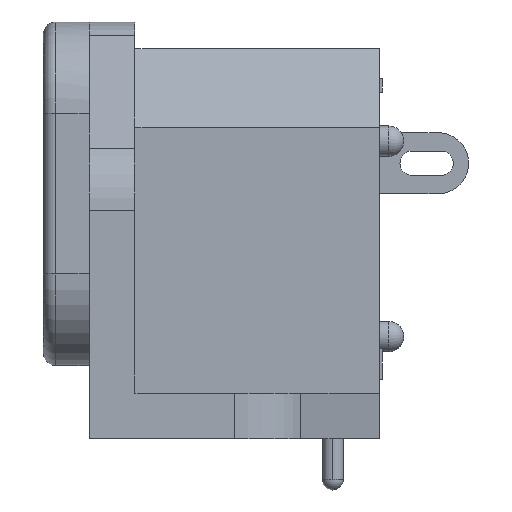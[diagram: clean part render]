
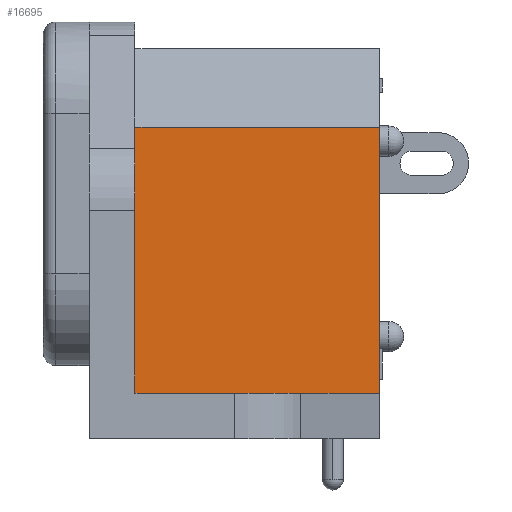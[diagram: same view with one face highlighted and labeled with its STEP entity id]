
A CAD part, left-side view. The second image highlights one B-rep face of the part: STEP entity #16695.
In plain terms, the highlighted planar face has unit normal (-1, 0, 0).
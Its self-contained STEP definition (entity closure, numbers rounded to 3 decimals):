
#10632 = CARTESIAN_POINT ( 'NONE',  ( -21.631, 1.223, 6.616 ) ) ;
#10671 = DIRECTION ( 'NONE',  ( 0., 0., -1. ) ) ;
#10672 = VECTOR ( 'NONE', #10671, 1000. ) ;
#10673 = CARTESIAN_POINT ( 'NONE',  ( -21.631, 1.223, -10.8 ) ) ;
#10681 = CARTESIAN_POINT ( 'NONE',  ( -21.631, 1.223, 6.616 ) ) ;
#10682 = LINE ( 'NONE', #10681, #10672 ) ;
#11002 = AXIS2_PLACEMENT_3D ( 'NONE', #11080, #11079, #11078 ) ;
#11005 = PLANE ( 'NONE',  #11002 ) ;
#11060 = FACE_OUTER_BOUND ( 'NONE', #16730, .T. ) ;
#11068 = CARTESIAN_POINT ( 'NONE',  ( -21.631, -14.777, -10.8 ) ) ;
#11069 = LINE ( 'NONE', #11068, #11130 ) ;
#11078 = DIRECTION ( 'NONE',  ( 0., 0., -1. ) ) ;
#11079 = DIRECTION ( 'NONE',  ( 1., 0., 0. ) ) ;
#11080 = CARTESIAN_POINT ( 'NONE',  ( -21.631, -14.777, 6.616 ) ) ;
#11087 = DIRECTION ( 'NONE',  ( 0., 1., 0. ) ) ;
#11088 = CARTESIAN_POINT ( 'NONE',  ( -21.631, -14.777, 6.616 ) ) ;
#11095 = LINE ( 'NONE', #11088, #11134 ) ;
#11129 = DIRECTION ( 'NONE',  ( 0., 1., 0. ) ) ;
#11130 = VECTOR ( 'NONE', #11129, 1000. ) ;
#11134 = VECTOR ( 'NONE', #11087, 1000. ) ;
#11160 = CARTESIAN_POINT ( 'NONE',  ( -21.631, -14.777, 6.616 ) ) ;
#11161 = CARTESIAN_POINT ( 'NONE',  ( -21.631, -14.777, -10.8 ) ) ;
#11162 = LINE ( 'NONE', #11168, #11167 ) ;
#11166 = DIRECTION ( 'NONE',  ( 0., 0., -1. ) ) ;
#11167 = VECTOR ( 'NONE', #11166, 1000. ) ;
#11168 = CARTESIAN_POINT ( 'NONE',  ( -21.631, -14.777, 6.616 ) ) ;
#16569 = VERTEX_POINT ( 'NONE', #10632 ) ;
#16571 = EDGE_CURVE ( 'NONE', #16569, #16573, #10682, .T. ) ;
#16573 = VERTEX_POINT ( 'NONE', #10673 ) ;
#16695 = ADVANCED_FACE ( 'NONE', ( #11060 ), #11005, .F. ) ;
#16698 = ORIENTED_EDGE ( 'NONE', *, *, #16712, .F. ) ;
#16705 = EDGE_CURVE ( 'NONE', #16729, #16569, #11095, .T. ) ;
#16706 = ORIENTED_EDGE ( 'NONE', *, *, #16727, .F. ) ;
#16712 = EDGE_CURVE ( 'NONE', #16728, #16573, #11069, .T. ) ;
#16722 = ORIENTED_EDGE ( 'NONE', *, *, #16571, .T. ) ;
#16726 = ORIENTED_EDGE ( 'NONE', *, *, #16705, .T. ) ;
#16727 = EDGE_CURVE ( 'NONE', #16729, #16728, #11162, .T. ) ;
#16728 = VERTEX_POINT ( 'NONE', #11161 ) ;
#16729 = VERTEX_POINT ( 'NONE', #11160 ) ;
#16730 = EDGE_LOOP ( 'NONE', ( #16722, #16698, #16706, #16726 ) ) ;
